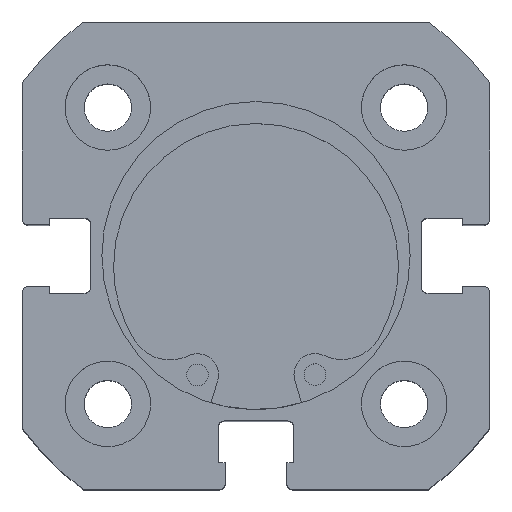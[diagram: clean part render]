
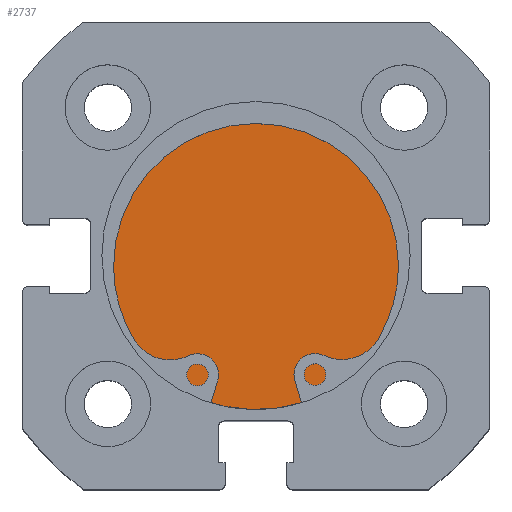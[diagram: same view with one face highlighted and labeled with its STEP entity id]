
A CAD part, top view. The second image highlights one B-rep face of the part: STEP entity #2737.
In plain terms, the highlighted face is planar.
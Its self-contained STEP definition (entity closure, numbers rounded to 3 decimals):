
#686 = DIRECTION ( 'NONE',  ( 0., 0., 1. ) ) ;
#687 = DIRECTION ( 'NONE',  ( -1., 0., 0. ) ) ;
#697 = CARTESIAN_POINT ( 'NONE',  ( 6., 0., 0. ) ) ;
#909 = AXIS2_PLACEMENT_3D ( 'NONE', #5101, #5080, #5097 ) ;
#1261 = EDGE_CURVE ( 'NONE', #1602, #1845, #2350, .T. ) ;
#1270 = AXIS2_PLACEMENT_3D ( 'NONE', #697, #687, #686 ) ;
#1412 = AXIS2_PLACEMENT_3D ( 'NONE', #4778, #4928, #4929 ) ;
#1441 = EDGE_CURVE ( 'NONE', #1845, #1602, #2511, .T. ) ;
#1602 = VERTEX_POINT ( 'NONE', #5125 ) ;
#1845 = VERTEX_POINT ( 'NONE', #5327 ) ;
#2350 = CIRCLE ( 'NONE', #1270, 13.5 ) ;
#2511 = CIRCLE ( 'NONE', #1412, 13.5 ) ;
#2737 = ADVANCED_FACE ( 'NONE', ( #3960 ), #5102, .F. ) ;
#3166 = ORIENTED_EDGE ( 'NONE', *, *, #1441, .F. ) ;
#3267 = ORIENTED_EDGE ( 'NONE', *, *, #1261, .F. ) ;
#3752 = EDGE_LOOP ( 'NONE', ( #3267, #3166 ) ) ;
#3960 = FACE_OUTER_BOUND ( 'NONE', #3752, .T. ) ;
#4778 = CARTESIAN_POINT ( 'NONE',  ( 6., 0., 0. ) ) ;
#4928 = DIRECTION ( 'NONE',  ( -1., 0., 0. ) ) ;
#4929 = DIRECTION ( 'NONE',  ( 0., 0., 1. ) ) ;
#5080 = DIRECTION ( 'NONE',  ( -1., 0., 0. ) ) ;
#5097 = DIRECTION ( 'NONE',  ( 0., 0., 1. ) ) ;
#5101 = CARTESIAN_POINT ( 'NONE',  ( 6., 13.5, 0. ) ) ;
#5102 = PLANE ( 'NONE',  #909 ) ;
#5125 = CARTESIAN_POINT ( 'NONE',  ( 6., 0., 13.5 ) ) ;
#5327 = CARTESIAN_POINT ( 'NONE',  ( 6., 0., -13.5 ) ) ;
